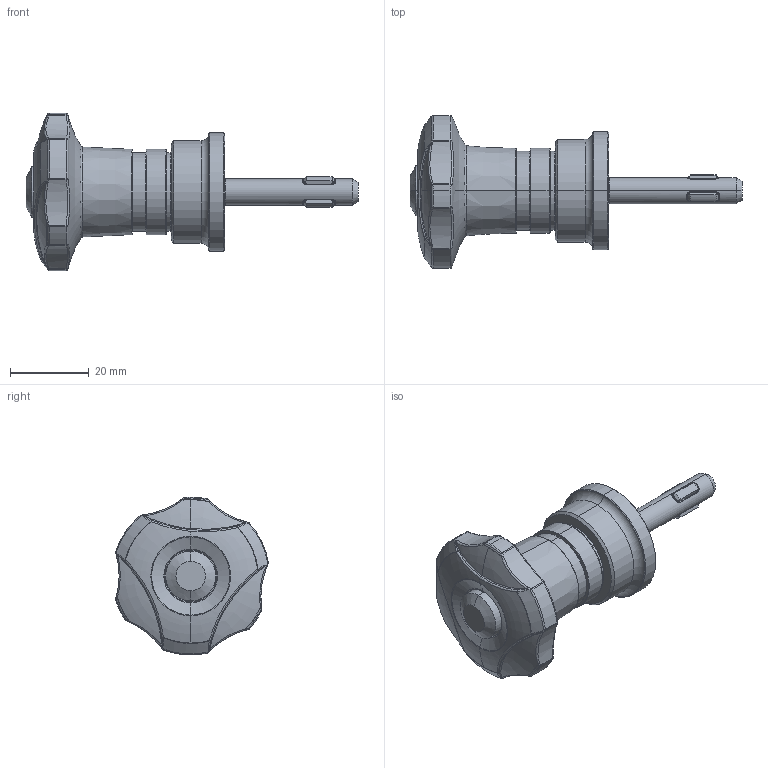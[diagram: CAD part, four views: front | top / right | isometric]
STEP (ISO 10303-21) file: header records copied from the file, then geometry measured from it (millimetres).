
FILE_DESCRIPTION (( 'STEP AP214' ), '1' );
FILE_NAME ('22356.0104.STEP', '2022-10-10T09:46:09', ( '' ), ( '' ), 'SwSTEP 2.0', 'SolidWorks 2021', '' );
FILE_SCHEMA (( 'AUTOMOTIVE_DESIGN' ));
Length unit declared in the file: millimetre
Products named in the file (1): 22356.0104
Bounding box: 84.15 x 38.76 x 40 mm (x, y, z)
Volume: 28746.6 mm3; surface area: 7426.7 mm2
Topology: 1 solids, 1 shells, 299 faces, 691 edges, 405 vertices
Faces by surface type: cylinder 62, bspline 54, sphere 50, torus 47, plane 46, cone 40
Entity records: 14823 total; most frequent: CARTESIAN_POINT 5233, ORIENTED_EDGE 1382, DIRECTION 1301, EDGE_CURVE 691, AXIS2_PLACEMENT_3D 595, VERTEX_POINT 405, CIRCLE 349, EDGE_LOOP 310
